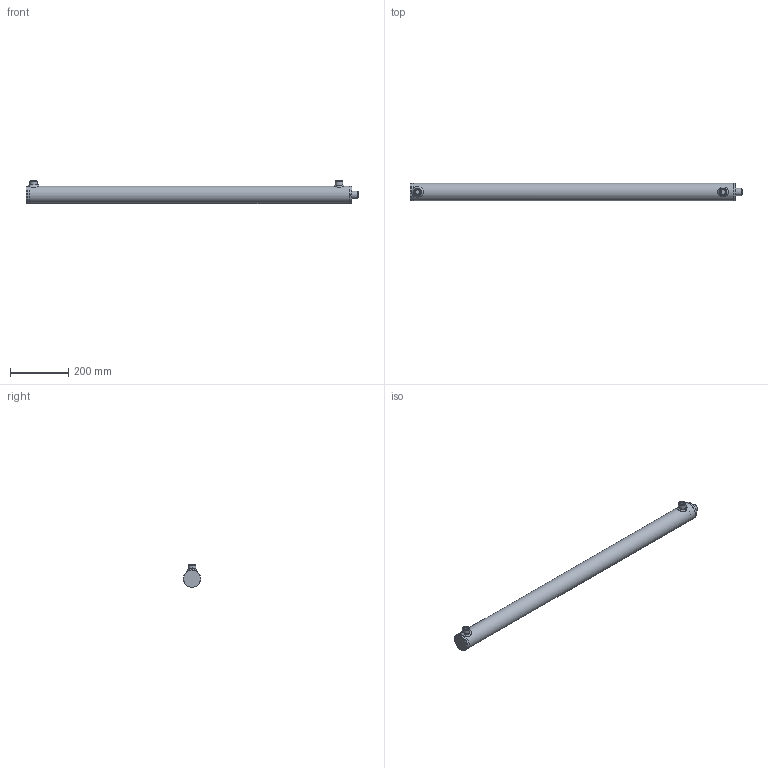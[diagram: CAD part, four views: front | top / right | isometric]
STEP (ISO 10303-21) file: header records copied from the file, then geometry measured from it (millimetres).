
FILE_DESCRIPTION( ( 'Unknown' ), '1' );
FILE_NAME( 'HM02251000.stp', 'Unknown', ( 'Unknown' ), ( 'Unknown' ), 'PSStep 17.0.49', 'Unknown', ' ' );
FILE_SCHEMA( ( 'AUTOMOTIVE_DESIGN { 1 0 10303 214 1 1 1 1 }' ) );
Length unit declared in the file: millimetre
Products named in the file (18): CG06005025; CT00050020; STL2501000-oa4; Saldatura d'angolo 1-oa2; CBS0600000; FTM2501000-oa3; Assem1; Saldatura con preparazione 1-oa0; Saldatura d'angolo 1-oa1; CF00050060; CDA0002015; APG0600000; SBL2521000
Assembly tree (15 placements, depth 3):
  Saldatura d'angolo 1-oa2
  Saldatura d'angolo 1-oa2
  Assem1
    Saldatura con preparazione 1-oa0
    Saldatura con preparazione 1-oa0
    CF00050060
    CBS0600000
    CDA0002015
    APG0600000  x2
    SBL2521000
    CT00050020
      CT00050020
    CG06005025
      CG06005025
    STL2501000-oa4
      CBS0600000
      FTM2501000-oa3
  Saldatura d'angolo 1-oa1
  Saldatura d'angolo 1-oa1
Bounding box: 1140 x 60 x 79 mm (x, y, z)
Volume: 1654154.7 mm3; surface area: 536718.7 mm2
Topology: 16 solids, 16 shells, 201 faces, 407 edges, 251 vertices
Faces by surface type: plane 58, cylinder 55, torus 38, cone 32, bspline 18
Full cylindrical faces by diameter (mm): 4 x2, 4.25 x1, 5 x2, 7 x2, 14.95 x2, 16 x2, 16.6 x2, 19.4 x1, 20 x5, 22 x2, 24.5 x1, 25 x4, 26 x2, 27 x1, 28 x1, 30 x1, 33.6 x1, 34 x1, 35 x1, 45 x1, 45.41 x2, 48.66 x2, 49.9 x1, 50 x1, 50.3 x1, 50.5 x1, 50.6 x1, 51 x1, 52 x3, 52.5 x1
Entity records: 8694 total; most frequent: CARTESIAN_POINT 3984, DIRECTION 710, ORIENTED_EDGE 432, AXIS2_PLACEMENT_3D 343, EDGE_LOOP 342, FACE_OUTER_BOUND 276, EDGE_CURVE 216, VERTEX_POINT 195
